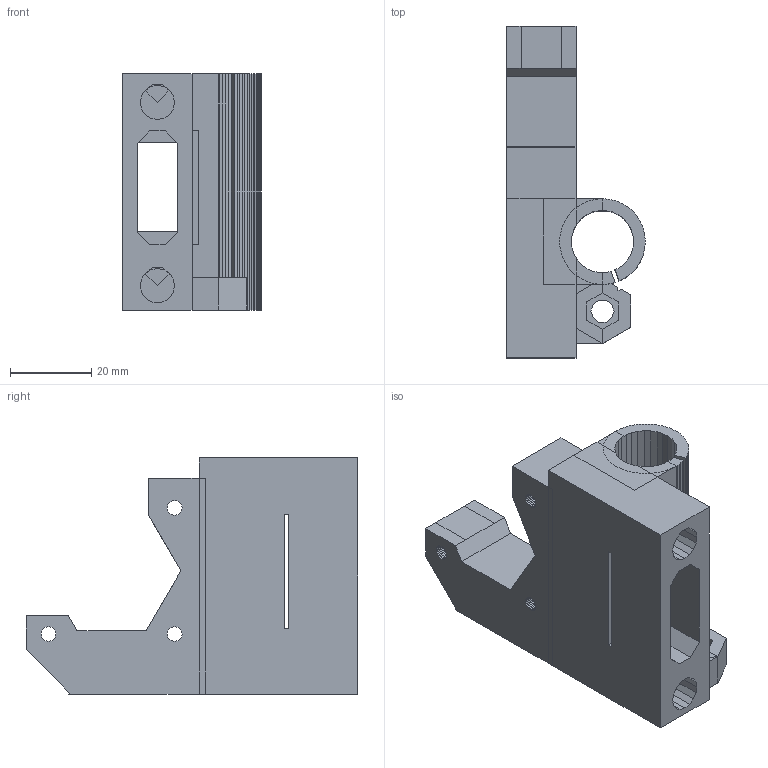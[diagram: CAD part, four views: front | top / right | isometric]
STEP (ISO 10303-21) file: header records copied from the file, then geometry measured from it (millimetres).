
FILE_DESCRIPTION(('FreeCAD Model'),'2;1');
FILE_NAME('x-end-motor.step', '2015-04-25T16:33:50',('Author'),(''), 'Open CASCADE STEP processor 6.8','FreeCAD','Unknown');
FILE_SCHEMA(('AUTOMOTIVE_DESIGN_CC2 { 1 2 10303 214 -1 1 5 4 }'));
Length unit declared in the file: millimetre
Products named in the file (1): difference003
Bounding box: 34 x 81.5 x 58 mm (x, y, z)
Volume: 46696.7 mm3; surface area: 22269.5 mm2
Topology: 1 solids, 1 shells, 422 faces, 1298 edges, 878 vertices
Faces by surface type: plane 422
Entity records: 30107 total; most frequent: CARTESIAN_POINT 6237, DIRECTION 3698, LINE 2852, VECTOR 2852, ORIENTED_EDGE 2596, PCURVE 2596, DEFINITIONAL_REPRESENTATION 2596, EDGE_CURVE 1298
